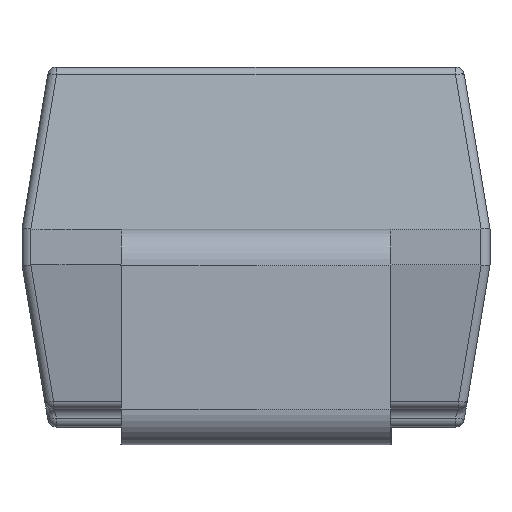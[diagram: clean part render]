
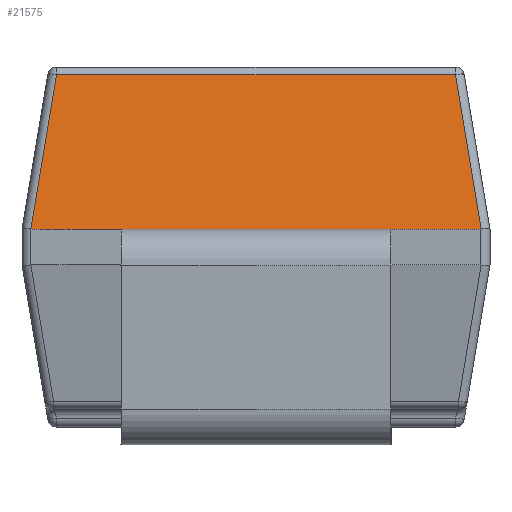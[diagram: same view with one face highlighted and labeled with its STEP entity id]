
A CAD part, left-side view. The second image highlights one B-rep face of the part: STEP entity #21575.
In plain terms, the highlighted planar face has unit normal (-0.986, 0, 0.164).
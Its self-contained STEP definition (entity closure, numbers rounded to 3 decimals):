
#91 = DIRECTION ( 'NONE',  ( -0.162, 0.162, -0.973 ) ) ;
#438 = VERTEX_POINT ( 'NONE', #13574 ) ;
#915 = CARTESIAN_POINT ( 'NONE',  ( -2.25, 1.251, 1.1 ) ) ;
#1315 = DIRECTION ( 'NONE',  ( -0.986, 0., 0.164 ) ) ;
#1337 = CARTESIAN_POINT ( 'NONE',  ( -2.25, -1.25, 1.1 ) ) ;
#1640 = DIRECTION ( 'NONE',  ( 0., 1., 0. ) ) ;
#1642 = CARTESIAN_POINT ( 'NONE',  ( -2.25, 1.251, 1.1 ) ) ;
#3048 = CARTESIAN_POINT ( 'NONE',  ( -2.1, 0., 2. ) ) ;
#3370 = CARTESIAN_POINT ( 'NONE',  ( -2.25, 1.25, 1.1 ) ) ;
#3376 = DIRECTION ( 'NONE',  ( 0., 1., 0. ) ) ;
#4797 = EDGE_CURVE ( 'NONE', #14812, #5459, #7888, .T. ) ;
#4918 = EDGE_CURVE ( 'NONE', #19800, #13987, #18725, .T. ) ;
#5094 = VECTOR ( 'NONE', #3376, 1000. ) ;
#5248 = ORIENTED_EDGE ( 'NONE', *, *, #4797, .T. ) ;
#5343 = DIRECTION ( 'NONE',  ( 0., 1., 0. ) ) ;
#5373 = CARTESIAN_POINT ( 'NONE',  ( -2.25, -1.25, 1.1 ) ) ;
#5459 = VERTEX_POINT ( 'NONE', #17433 ) ;
#5490 = ORIENTED_EDGE ( 'NONE', *, *, #4918, .F. ) ;
#5649 = VERTEX_POINT ( 'NONE', #13260 ) ;
#6039 = LINE ( 'NONE', #19542, #7149 ) ;
#6432 = ORIENTED_EDGE ( 'NONE', *, *, #21011, .T. ) ;
#6449 = CARTESIAN_POINT ( 'NONE',  ( -2.25, 1.25, 1.1 ) ) ;
#6614 = DIRECTION ( 'NONE',  ( 0., 1., 0. ) ) ;
#6953 = AXIS2_PLACEMENT_3D ( 'NONE', #3048, #1315, #1640 ) ;
#7032 = EDGE_CURVE ( 'NONE', #14812, #438, #18462, .T. ) ;
#7149 = VECTOR ( 'NONE', #12743, 1000. ) ;
#7494 = ORIENTED_EDGE ( 'NONE', *, *, #8368, .T. ) ;
#7766 = EDGE_CURVE ( 'NONE', #438, #19800, #13818, .T. ) ;
#7888 =( BOUNDED_CURVE ( )  B_SPLINE_CURVE ( 3, ( #20091, #11760, #5373, #16985 ),
 .UNSPECIFIED., .F., .T. ) 
 B_SPLINE_CURVE_WITH_KNOTS ( ( 4, 4 ),
 ( 3.142, 3.155 ),
 .UNSPECIFIED. ) 
 CURVE ( )  GEOMETRIC_REPRESENTATION_ITEM ( )  RATIONAL_B_SPLINE_CURVE ( ( 1., 1., 1., 1. ) ) 
 REPRESENTATION_ITEM ( '' )  );
#8368 = EDGE_CURVE ( 'NONE', #9814, #13987, #16839, .T. ) ;
#8379 = ORIENTED_EDGE ( 'NONE', *, *, #11102, .T. ) ;
#8394 = CARTESIAN_POINT ( 'NONE',  ( -2.25, 1.3, 1.1 ) ) ;
#8454 = EDGE_LOOP ( 'NONE', ( #6432, #7494, #5490, #12745, #16511, #5248, #11502, #8379 ) ) ;
#8976 = LINE ( 'NONE', #13309, #19194 ) ;
#9814 = VERTEX_POINT ( 'NONE', #915 ) ;
#10297 = EDGE_CURVE ( 'NONE', #5459, #5649, #6039, .T. ) ;
#11102 = EDGE_CURVE ( 'NONE', #5649, #12977, #11693, .T. ) ;
#11377 = CARTESIAN_POINT ( 'NONE',  ( -2.25, 1.25, 1.1 ) ) ;
#11502 = ORIENTED_EDGE ( 'NONE', *, *, #10297, .T. ) ;
#11693 = LINE ( 'NONE', #16806, #5094 ) ;
#11760 = CARTESIAN_POINT ( 'NONE',  ( -2.25, -1.25, 1.1 ) ) ;
#12678 = CARTESIAN_POINT ( 'NONE',  ( -2.107, 1.108, 1.958 ) ) ;
#12743 = DIRECTION ( 'NONE',  ( 0.162, 0.162, 0.973 ) ) ;
#12745 = ORIENTED_EDGE ( 'NONE', *, *, #7766, .F. ) ;
#12977 = VERTEX_POINT ( 'NONE', #12678 ) ;
#13260 = CARTESIAN_POINT ( 'NONE',  ( -2.107, -1.108, 1.958 ) ) ;
#13309 = CARTESIAN_POINT ( 'NONE',  ( -2.071, 1.072, 2.174 ) ) ;
#13574 = CARTESIAN_POINT ( 'NONE',  ( -2.25, -0.75, 1.1 ) ) ;
#13818 = LINE ( 'NONE', #16980, #14082 ) ;
#13987 = VERTEX_POINT ( 'NONE', #6449 ) ;
#14082 = VECTOR ( 'NONE', #20516, 1000. ) ;
#14812 = VERTEX_POINT ( 'NONE', #1337 ) ;
#15399 = VECTOR ( 'NONE', #5343, 1000. ) ;
#16396 = CARTESIAN_POINT ( 'NONE',  ( -2.25, 1.3, 1.1 ) ) ;
#16511 = ORIENTED_EDGE ( 'NONE', *, *, #7032, .F. ) ;
#16594 = CARTESIAN_POINT ( 'NONE',  ( -2.25, 0.75, 1.1 ) ) ;
#16806 = CARTESIAN_POINT ( 'NONE',  ( -2.107, 1.15, 1.958 ) ) ;
#16839 =( BOUNDED_CURVE ( )  B_SPLINE_CURVE ( 3, ( #1642, #21455, #3370, #11377 ),
 .UNSPECIFIED., .F., .T. ) 
 B_SPLINE_CURVE_WITH_KNOTS ( ( 4, 4 ),
 ( 3.128, 3.142 ),
 .UNSPECIFIED. ) 
 CURVE ( )  GEOMETRIC_REPRESENTATION_ITEM ( )  RATIONAL_B_SPLINE_CURVE ( ( 1., 1., 1., 1. ) ) 
 REPRESENTATION_ITEM ( '' )  );
#16980 = CARTESIAN_POINT ( 'NONE',  ( -2.25, 1.3, 1.1 ) ) ;
#16985 = CARTESIAN_POINT ( 'NONE',  ( -2.25, -1.251, 1.1 ) ) ;
#17433 = CARTESIAN_POINT ( 'NONE',  ( -2.25, -1.251, 1.1 ) ) ;
#18462 = LINE ( 'NONE', #16396, #20432 ) ;
#18725 = LINE ( 'NONE', #8394, #15399 ) ;
#19194 = VECTOR ( 'NONE', #91, 1000. ) ;
#19542 = CARTESIAN_POINT ( 'NONE',  ( -2.071, -1.072, 2.174 ) ) ;
#19581 = FACE_OUTER_BOUND ( 'NONE', #8454, .T. ) ;
#19800 = VERTEX_POINT ( 'NONE', #16594 ) ;
#20091 = CARTESIAN_POINT ( 'NONE',  ( -2.25, -1.25, 1.1 ) ) ;
#20432 = VECTOR ( 'NONE', #6614, 1000. ) ;
#20516 = DIRECTION ( 'NONE',  ( 0., 1., 0. ) ) ;
#21011 = EDGE_CURVE ( 'NONE', #12977, #9814, #8976, .T. ) ;
#21454 = PLANE ( 'NONE',  #6953 ) ;
#21455 = CARTESIAN_POINT ( 'NONE',  ( -2.25, 1.25, 1.1 ) ) ;
#21575 = ADVANCED_FACE ( 'NONE', ( #19581 ), #21454, .T. ) ;
